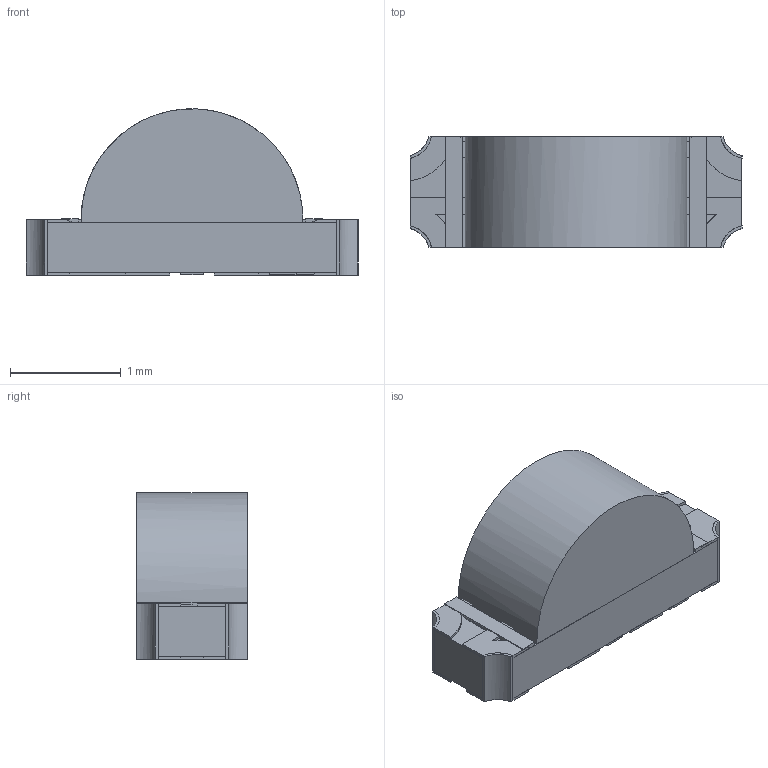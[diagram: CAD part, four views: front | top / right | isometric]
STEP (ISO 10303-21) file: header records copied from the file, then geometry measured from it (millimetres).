
FILE_DESCRIPTION (( 'STEP AP214' ), '1' );
FILE_NAME ('User Library-LED_RGB _4SMD.STEP', '2020-07-21T03:13:09', ( '' ), ( '' ), 'SwSTEP 2.0', 'SolidWorks 2020', '' );
FILE_SCHEMA (( 'AUTOMOTIVE_DESIGN' ));
Length unit declared in the file: millimetre
Products named in the file (1): User Library-LED_RGB _4SMD
Bounding box: 3 x 1 x 1.5 mm (x, y, z)
Surface area: 27.6 mm2 (no closed solid volume)
Topology: 0 solids, 23 shells, 199 faces, 481 edges, 324 vertices
Faces by surface type: plane 163, cylinder 36
Entity records: 6489 total; most frequent: CARTESIAN_POINT 2548, ORIENTED_EDGE 946, B_SPLINE_CURVE_WITH_KNOTS 481, EDGE_CURVE 481, DIRECTION 400, VERTEX_POINT 324, AXIS2_PLACEMENT_3D 200, ADVANCED_FACE 199
